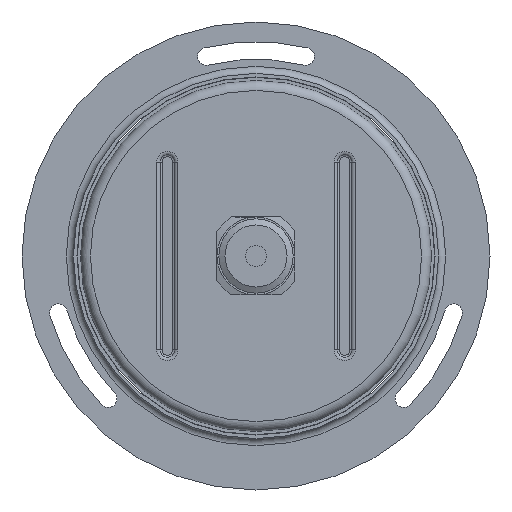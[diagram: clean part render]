
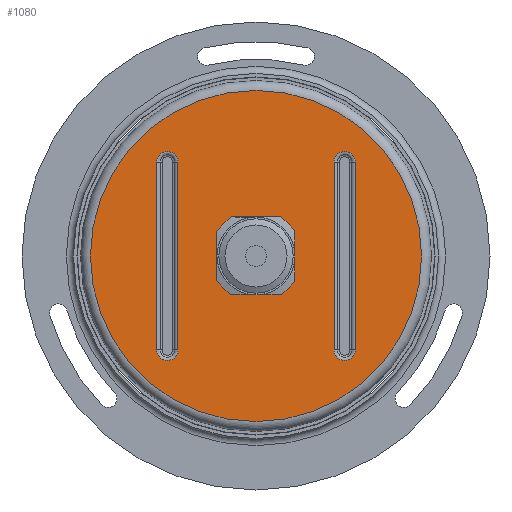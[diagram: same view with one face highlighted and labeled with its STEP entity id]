
A CAD part, left-side view. The second image highlights one B-rep face of the part: STEP entity #1080.
In plain terms, the highlighted planar face has unit normal (-1, 0, 0).
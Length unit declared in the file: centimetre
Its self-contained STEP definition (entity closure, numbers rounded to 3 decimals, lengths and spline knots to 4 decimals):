
#55=LINE('',#1793,#91);
#56=LINE('',#1796,#92);
#57=LINE('',#1799,#93);
#58=LINE('',#1803,#94);
#91=VECTOR('',#1422,5.3);
#92=VECTOR('',#1425,5.3);
#93=VECTOR('',#1426,5.3);
#94=VECTOR('',#1429,5.3);
#164=FACE_BOUND('',#300,.T.);
#165=FACE_BOUND('',#301,.T.);
#166=FACE_BOUND('',#302,.T.);
#213=FACE_OUTER_BOUND('',#299,.T.);
#299=EDGE_LOOP('',(#781));
#300=EDGE_LOOP('',(#782,#783,#784,#785));
#301=EDGE_LOOP('',(#786,#787,#788,#789));
#302=EDGE_LOOP('',(#790));
#373=CIRCLE('',#1140,1.05);
#394=CIRCLE('',#1184,4.67);
#395=CIRCLE('',#1185,0.2973);
#396=CIRCLE('',#1186,0.2973);
#397=CIRCLE('',#1187,0.2973);
#398=CIRCLE('',#1188,0.2973);
#465=VERTEX_POINT('',#1678);
#494=VERTEX_POINT('',#1787);
#495=VERTEX_POINT('',#1789);
#496=VERTEX_POINT('',#1790);
#497=VERTEX_POINT('',#1792);
#498=VERTEX_POINT('',#1794);
#499=VERTEX_POINT('',#1797);
#500=VERTEX_POINT('',#1798);
#501=VERTEX_POINT('',#1800);
#502=VERTEX_POINT('',#1802);
#561=EDGE_CURVE('',#465,#465,#373,.T.);
#602=EDGE_CURVE('',#494,#494,#394,.T.);
#603=EDGE_CURVE('',#495,#496,#395,.T.);
#604=EDGE_CURVE('',#497,#495,#55,.T.);
#605=EDGE_CURVE('',#498,#497,#396,.T.);
#606=EDGE_CURVE('',#496,#498,#56,.T.);
#607=EDGE_CURVE('',#499,#500,#57,.T.);
#608=EDGE_CURVE('',#501,#499,#397,.T.);
#609=EDGE_CURVE('',#502,#501,#58,.T.);
#610=EDGE_CURVE('',#500,#502,#398,.T.);
#781=ORIENTED_EDGE('',*,*,#602,.F.);
#782=ORIENTED_EDGE('',*,*,#603,.F.);
#783=ORIENTED_EDGE('',*,*,#604,.F.);
#784=ORIENTED_EDGE('',*,*,#605,.F.);
#785=ORIENTED_EDGE('',*,*,#606,.F.);
#786=ORIENTED_EDGE('',*,*,#607,.F.);
#787=ORIENTED_EDGE('',*,*,#608,.F.);
#788=ORIENTED_EDGE('',*,*,#609,.F.);
#789=ORIENTED_EDGE('',*,*,#610,.F.);
#790=ORIENTED_EDGE('',*,*,#561,.T.);
#971=PLANE('',#1183);
#1080=ADVANCED_FACE('',(#213,#164,#165,#166),#971,.T.);
#1140=AXIS2_PLACEMENT_3D('',#1679,#1318,#1319);
#1183=AXIS2_PLACEMENT_3D('',#1786,#1416,#1417);
#1184=AXIS2_PLACEMENT_3D('',#1788,#1418,#1419);
#1185=AXIS2_PLACEMENT_3D('',#1791,#1420,#1421);
#1186=AXIS2_PLACEMENT_3D('',#1795,#1423,#1424);
#1187=AXIS2_PLACEMENT_3D('',#1801,#1427,#1428);
#1188=AXIS2_PLACEMENT_3D('',#1804,#1430,#1431);
#1318=DIRECTION('center_axis',(1.,0.,0.));
#1319=DIRECTION('ref_axis',(0.,0.,
1.));
#1416=DIRECTION('center_axis',(-1.,0.,0.));
#1417=DIRECTION('ref_axis',(0.,0.,
1.));
#1418=DIRECTION('center_axis',(1.,0.,0.));
#1419=DIRECTION('ref_axis',(0.,-1.,0.));
#1420=DIRECTION('center_axis',(-1.,0.,0.));
#1421=DIRECTION('ref_axis',(0.,0.,
1.));
#1422=DIRECTION('',(0.,0.,1.));
#1423=DIRECTION('center_axis',(-1.,0.,0.));
#1424=DIRECTION('ref_axis',(0.,0.,
-1.));
#1425=DIRECTION('',(0.,0.,-1.));
#1426=DIRECTION('',(0.,0.,1.));
#1427=DIRECTION('center_axis',(-1.,0.,0.));
#1428=DIRECTION('ref_axis',(0.,0.,
-1.));
#1429=DIRECTION('',(0.,0.,-1.));
#1430=DIRECTION('center_axis',(-1.,0.,0.));
#1431=DIRECTION('ref_axis',(0.,0.,
1.));
#1678=CARTESIAN_POINT('',(-1.9675,0.0903,4.6965));
#1679=CARTESIAN_POINT('Origin',(-1.9675,0.0903,5.7465));
#1786=CARTESIAN_POINT('Origin',(-1.9675,2.5653,5.7465));
#1787=CARTESIAN_POINT('',(-1.9675,4.7603,5.7465));
#1788=CARTESIAN_POINT('Origin',(-1.9675,0.0903,5.7465));
#1789=CARTESIAN_POINT('',(-1.9675,2.293,8.3965));
#1790=CARTESIAN_POINT('',(-1.9675,2.8876,8.3965));
#1791=CARTESIAN_POINT('Origin',(-1.9675,2.5903,8.3965));
#1792=CARTESIAN_POINT('',(-1.9675,2.293,3.0965));
#1793=CARTESIAN_POINT('',(-1.9675,2.293,4.4215));
#1794=CARTESIAN_POINT('',(-1.9675,2.8876,3.0965));
#1795=CARTESIAN_POINT('Origin',(-1.9675,2.5903,3.0965));
#1796=CARTESIAN_POINT('',(-1.9675,2.8876,7.0715));
#1797=CARTESIAN_POINT('',(-1.9675,-2.707,3.0965));
#1798=CARTESIAN_POINT('',(-1.9675,-2.707,8.3965));
#1799=CARTESIAN_POINT('',(-1.9675,-2.707,4.4215));
#1800=CARTESIAN_POINT('',(-1.9675,-2.1124,3.0965));
#1801=CARTESIAN_POINT('Origin',(-1.9675,-2.4097,3.0965));
#1802=CARTESIAN_POINT('',(-1.9675,-2.1124,8.3965));
#1803=CARTESIAN_POINT('',(-1.9675,-2.1124,7.0715));
#1804=CARTESIAN_POINT('Origin',(-1.9675,-2.4097,8.3965));
